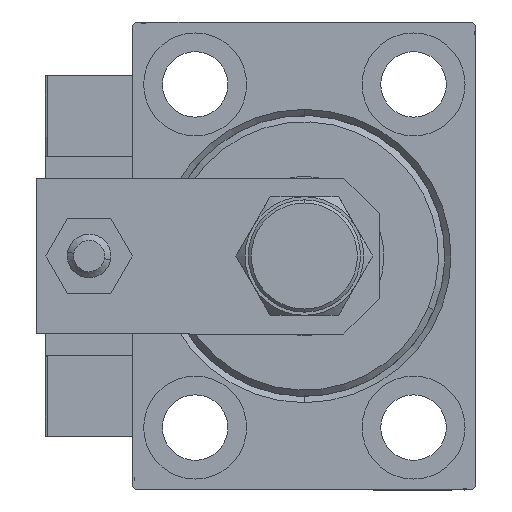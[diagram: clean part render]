
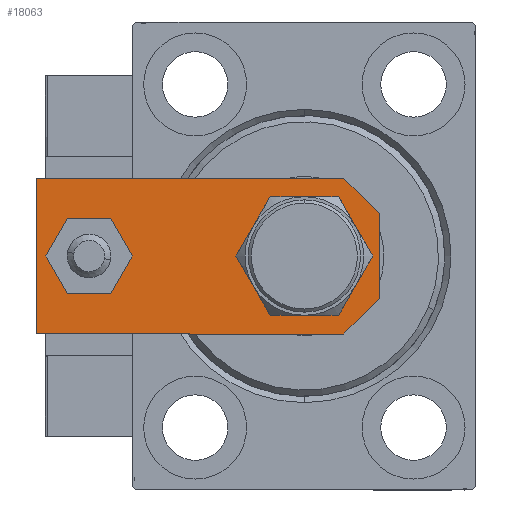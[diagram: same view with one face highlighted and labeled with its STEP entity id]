
A CAD part, left-side view. The second image highlights one B-rep face of the part: STEP entity #18063.
In plain terms, the highlighted face is planar.
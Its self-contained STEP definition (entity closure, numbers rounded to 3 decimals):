
#525 = ORIENTED_EDGE ( 'NONE', *, *, #14924, .F. ) ;
#993 = DIRECTION ( 'NONE',  ( 1., 0., 0. ) ) ;
#1294 = CARTESIAN_POINT ( 'NONE',  ( -12.5, 5.66, 6. ) ) ;
#2651 = DIRECTION ( 'NONE',  ( 0.707, 0.707, 0. ) ) ;
#3894 = VERTEX_POINT ( 'NONE', #37642 ) ;
#4391 = PLANE ( 'NONE',  #6391 ) ;
#4438 = EDGE_CURVE ( 'NONE', #11883, #7444, #37274, .T. ) ;
#4778 = CARTESIAN_POINT ( 'NONE',  ( 0., 46.5, 6. ) ) ;
#5419 = CARTESIAN_POINT ( 'NONE',  ( -12.5, 55., 6. ) ) ;
#5464 = AXIS2_PLACEMENT_3D ( 'NONE', #23753, #51157, #22972 ) ;
#6391 = AXIS2_PLACEMENT_3D ( 'NONE', #47691, #23955, #993 ) ;
#7444 = VERTEX_POINT ( 'NONE', #8530 ) ;
#7463 = CARTESIAN_POINT ( 'NONE',  ( 12.5, 55., 6. ) ) ;
#7528 = CARTESIAN_POINT ( 'NONE',  ( 12.5, 0., 6. ) ) ;
#8227 = EDGE_CURVE ( 'NONE', #42445, #42133, #26812, .T. ) ;
#8530 = CARTESIAN_POINT ( 'NONE',  ( -6.84, 0., 6. ) ) ;
#8542 = FACE_BOUND ( 'NONE', #47799, .T. ) ;
#8641 = DIRECTION ( 'NONE',  ( 1., 0., 0. ) ) ;
#8869 = ORIENTED_EDGE ( 'NONE', *, *, #38345, .T. ) ;
#9061 = DIRECTION ( 'NONE',  ( 0., -1., 0. ) ) ;
#9087 = CARTESIAN_POINT ( 'NONE',  ( 6.84, 0., 6. ) ) ;
#9380 = VECTOR ( 'NONE', #2651, 1000. ) ;
#11883 = VERTEX_POINT ( 'NONE', #1294 ) ;
#12752 = VERTEX_POINT ( 'NONE', #9087 ) ;
#13493 = DIRECTION ( 'NONE',  ( 0.707, -0.707, 0. ) ) ;
#13514 = VECTOR ( 'NONE', #41280, 1000. ) ;
#14704 = AXIS2_PLACEMENT_3D ( 'NONE', #17173, #40927, #37025 ) ;
#14924 = EDGE_CURVE ( 'NONE', #34399, #18902, #45446, .T. ) ;
#15423 = VERTEX_POINT ( 'NONE', #47170 ) ;
#15462 = CARTESIAN_POINT ( 'NONE',  ( -4., 46.5, 6. ) ) ;
#17173 = CARTESIAN_POINT ( 'NONE',  ( 0., 12., 6. ) ) ;
#18063 = ADVANCED_FACE ( 'NONE', ( #8542, #20551, #27854 ), #4391, .T. ) ;
#18416 = ORIENTED_EDGE ( 'NONE', *, *, #49880, .F. ) ;
#18845 = EDGE_LOOP ( 'NONE', ( #8869, #40212, #48024, #28428, #50609, #22805 ) ) ;
#18902 = VERTEX_POINT ( 'NONE', #15462 ) ;
#20551 = FACE_OUTER_BOUND ( 'NONE', #18845, .T. ) ;
#22805 = ORIENTED_EDGE ( 'NONE', *, *, #51455, .T. ) ;
#22972 = DIRECTION ( 'NONE',  ( 1., 0., 0. ) ) ;
#23542 = CARTESIAN_POINT ( 'NONE',  ( 0., 12., 6. ) ) ;
#23753 = CARTESIAN_POINT ( 'NONE',  ( 0., 46.5, 6. ) ) ;
#23955 = DIRECTION ( 'NONE',  ( 0., 0., 1. ) ) ;
#25353 = LINE ( 'NONE', #48343, #13514 ) ;
#25669 = EDGE_CURVE ( 'NONE', #15423, #36722, #32580, .T. ) ;
#25898 = AXIS2_PLACEMENT_3D ( 'NONE', #23542, #35550, #8641 ) ;
#26254 = CARTESIAN_POINT ( 'NONE',  ( -3.42, -3.42, 6. ) ) ;
#26750 = CARTESIAN_POINT ( 'NONE',  ( 12.5, 55., 6. ) ) ;
#26812 = LINE ( 'NONE', #7528, #27811 ) ;
#27226 = CARTESIAN_POINT ( 'NONE',  ( -8.25, 12., 6. ) ) ;
#27811 = VECTOR ( 'NONE', #39353, 1000. ) ;
#27854 = FACE_BOUND ( 'NONE', #49467, .T. ) ;
#28181 = ORIENTED_EDGE ( 'NONE', *, *, #37935, .F. ) ;
#28428 = ORIENTED_EDGE ( 'NONE', *, *, #41421, .T. ) ;
#28889 = CARTESIAN_POINT ( 'NONE',  ( 4., 46.5, 6. ) ) ;
#29746 = VECTOR ( 'NONE', #46318, 1000. ) ;
#30791 = LINE ( 'NONE', #42031, #9380 ) ;
#31365 = CIRCLE ( 'NONE', #14704, 8.25 ) ;
#31545 = ORIENTED_EDGE ( 'NONE', *, *, #25669, .F. ) ;
#32580 = CIRCLE ( 'NONE', #25898, 8.25 ) ;
#32776 = VECTOR ( 'NONE', #9061, 1000. ) ;
#34399 = VERTEX_POINT ( 'NONE', #28889 ) ;
#35550 = DIRECTION ( 'NONE',  ( 0., 0., 1. ) ) ;
#36065 = VECTOR ( 'NONE', #13493, 1000. ) ;
#36358 = DIRECTION ( 'NONE',  ( 1., 0., 0. ) ) ;
#36722 = VERTEX_POINT ( 'NONE', #27226 ) ;
#36878 = EDGE_CURVE ( 'NONE', #7444, #12752, #25353, .T. ) ;
#37025 = DIRECTION ( 'NONE',  ( 1., 0., 0. ) ) ;
#37274 = LINE ( 'NONE', #26254, #36065 ) ;
#37318 = CARTESIAN_POINT ( 'NONE',  ( 12.5, 5.66, 6. ) ) ;
#37642 = CARTESIAN_POINT ( 'NONE',  ( -12.5, 55., 6. ) ) ;
#37935 = EDGE_CURVE ( 'NONE', #18902, #34399, #50243, .T. ) ;
#38345 = EDGE_CURVE ( 'NONE', #3894, #11883, #49234, .T. ) ;
#39353 = DIRECTION ( 'NONE',  ( 0., 1., 0. ) ) ;
#40212 = ORIENTED_EDGE ( 'NONE', *, *, #4438, .T. ) ;
#40927 = DIRECTION ( 'NONE',  ( 0., 0., 1. ) ) ;
#41055 = AXIS2_PLACEMENT_3D ( 'NONE', #4778, #43669, #36358 ) ;
#41280 = DIRECTION ( 'NONE',  ( 1., 0., 0. ) ) ;
#41421 = EDGE_CURVE ( 'NONE', #12752, #42445, #30791, .T. ) ;
#42031 = CARTESIAN_POINT ( 'NONE',  ( 3.42, -3.42, 6. ) ) ;
#42133 = VERTEX_POINT ( 'NONE', #26750 ) ;
#42445 = VERTEX_POINT ( 'NONE', #37318 ) ;
#43669 = DIRECTION ( 'NONE',  ( 0., 0., 1. ) ) ;
#45446 = CIRCLE ( 'NONE', #5464, 4. ) ;
#46318 = DIRECTION ( 'NONE',  ( -1., 0., 0. ) ) ;
#46844 = LINE ( 'NONE', #7463, #29746 ) ;
#47170 = CARTESIAN_POINT ( 'NONE',  ( 8.25, 12., 6. ) ) ;
#47691 = CARTESIAN_POINT ( 'NONE',  ( 0., 0., 6. ) ) ;
#47799 = EDGE_LOOP ( 'NONE', ( #28181, #525 ) ) ;
#48024 = ORIENTED_EDGE ( 'NONE', *, *, #36878, .T. ) ;
#48343 = CARTESIAN_POINT ( 'NONE',  ( -12.5, 0., 6. ) ) ;
#49234 = LINE ( 'NONE', #5419, #32776 ) ;
#49467 = EDGE_LOOP ( 'NONE', ( #18416, #31545 ) ) ;
#49880 = EDGE_CURVE ( 'NONE', #36722, #15423, #31365, .T. ) ;
#50243 = CIRCLE ( 'NONE', #41055, 4. ) ;
#50609 = ORIENTED_EDGE ( 'NONE', *, *, #8227, .T. ) ;
#51157 = DIRECTION ( 'NONE',  ( 0., 0., 1. ) ) ;
#51455 = EDGE_CURVE ( 'NONE', #42133, #3894, #46844, .T. ) ;
